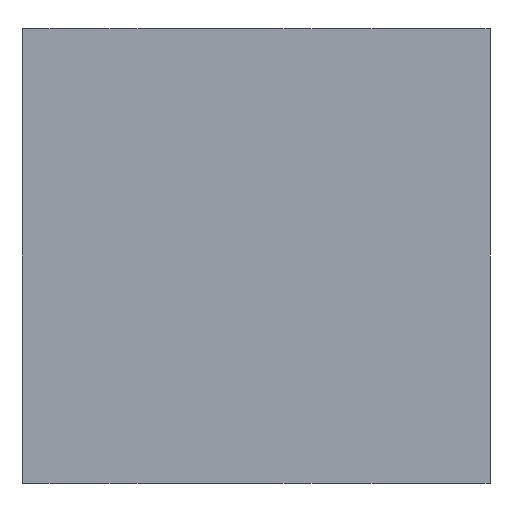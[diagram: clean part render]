
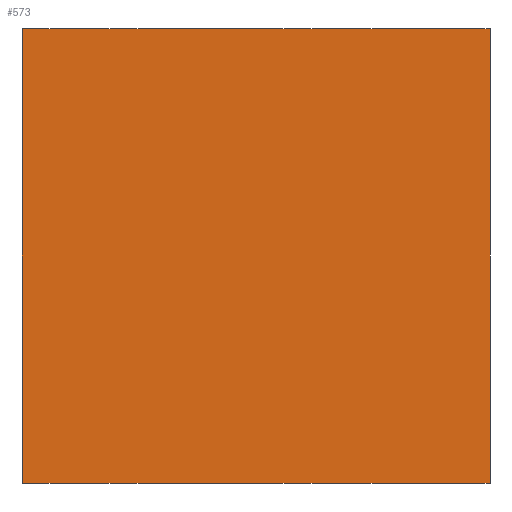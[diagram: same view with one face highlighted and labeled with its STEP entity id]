
A CAD part, front view. The second image highlights one B-rep face of the part: STEP entity #573.
In plain terms, the highlighted planar face has unit normal (0, -1, 0).
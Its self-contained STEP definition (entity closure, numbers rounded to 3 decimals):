
#6 = AXIS2_PLACEMENT_3D ( 'NONE', #1396, #2009, #2036 ) ;
#139 = DIRECTION ( 'NONE',  ( 1., 0., 0. ) ) ;
#358 = ORIENTED_EDGE ( 'NONE', *, *, #1057, .T. ) ;
#471 = EDGE_CURVE ( 'NONE', #791, #1655, #1488, .T. ) ;
#532 = DIRECTION ( 'NONE',  ( 0., 0., -1. ) ) ;
#573 = ADVANCED_FACE ( 'NONE', ( #723 ), #1867, .F. ) ;
#581 = CARTESIAN_POINT ( 'NONE',  ( 47.737, 33.609, -50. ) ) ;
#705 = VECTOR ( 'NONE', #1729, 1000. ) ;
#723 = FACE_OUTER_BOUND ( 'NONE', #993, .T. ) ;
#787 = LINE ( 'NONE', #1117, #705 ) ;
#791 = VERTEX_POINT ( 'NONE', #1809 ) ;
#934 = EDGE_CURVE ( 'NONE', #2070, #1550, #1056, .T. ) ;
#963 = VECTOR ( 'NONE', #139, 1000. ) ;
#993 = EDGE_LOOP ( 'NONE', ( #358, #1755, #2048, #1580 ) ) ;
#1056 = LINE ( 'NONE', #2034, #2020 ) ;
#1057 = EDGE_CURVE ( 'NONE', #1550, #1655, #787, .T. ) ;
#1068 = EDGE_CURVE ( 'NONE', #2070, #791, #1085, .T. ) ;
#1085 = LINE ( 'NONE', #1737, #963 ) ;
#1117 = CARTESIAN_POINT ( 'NONE',  ( -55.263, 33.609, -50. ) ) ;
#1272 = VECTOR ( 'NONE', #532, 1000. ) ;
#1367 = CARTESIAN_POINT ( 'NONE',  ( -55.263, 33.609, 50. ) ) ;
#1396 = CARTESIAN_POINT ( 'NONE',  ( -55.263, 33.609, 50. ) ) ;
#1488 = LINE ( 'NONE', #1801, #1272 ) ;
#1550 = VERTEX_POINT ( 'NONE', #1790 ) ;
#1580 = ORIENTED_EDGE ( 'NONE', *, *, #934, .T. ) ;
#1655 = VERTEX_POINT ( 'NONE', #581 ) ;
#1709 = DIRECTION ( 'NONE',  ( 0., 0., -1. ) ) ;
#1729 = DIRECTION ( 'NONE',  ( 1., 0., 0. ) ) ;
#1737 = CARTESIAN_POINT ( 'NONE',  ( -55.263, 33.609, 50. ) ) ;
#1755 = ORIENTED_EDGE ( 'NONE', *, *, #471, .F. ) ;
#1790 = CARTESIAN_POINT ( 'NONE',  ( -55.263, 33.609, -50. ) ) ;
#1801 = CARTESIAN_POINT ( 'NONE',  ( 47.737, 33.609, 50. ) ) ;
#1809 = CARTESIAN_POINT ( 'NONE',  ( 47.737, 33.609, 50. ) ) ;
#1867 = PLANE ( 'NONE',  #6 ) ;
#2009 = DIRECTION ( 'NONE',  ( 0., 1., 0. ) ) ;
#2020 = VECTOR ( 'NONE', #1709, 1000. ) ;
#2034 = CARTESIAN_POINT ( 'NONE',  ( -55.263, 33.609, 50. ) ) ;
#2036 = DIRECTION ( 'NONE',  ( 0., 0., 1. ) ) ;
#2048 = ORIENTED_EDGE ( 'NONE', *, *, #1068, .F. ) ;
#2070 = VERTEX_POINT ( 'NONE', #1367 ) ;
